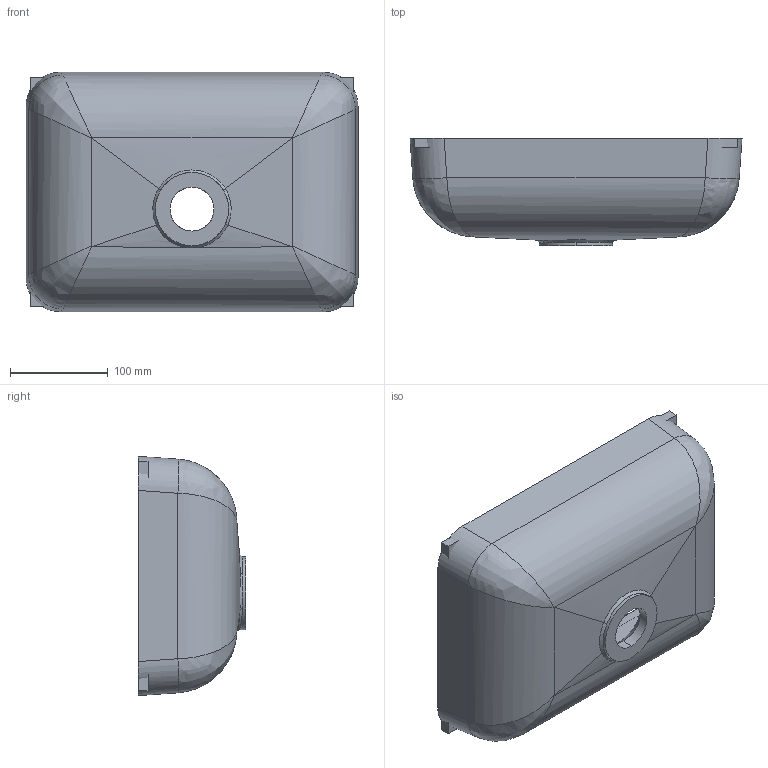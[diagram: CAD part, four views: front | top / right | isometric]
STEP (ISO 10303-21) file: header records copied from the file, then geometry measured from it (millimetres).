
FILE_DESCRIPTION (( 'STEP AP214' ), '1' );
FILE_NAME ('WA013-0315M-U.STEP', '2018-06-29T07:14:49', ( '' ), ( '' ), 'SwSTEP 2.0', 'SolidWorks 2017', '' );
FILE_SCHEMA (( 'AUTOMOTIVE_DESIGN' ));
Length unit declared in the file: millimetre
Products named in the file (2): WA013-0315M-U
Bounding box: 340.07 x 110 x 245.07 mm (x, y, z)
Volume: 2219345.9 mm3; surface area: 343758.9 mm2
Topology: 2 solids, 2 shells, 65 faces, 165 edges, 100 vertices
Faces by surface type: bspline 25, cylinder 20, plane 20
Entity records: 7190 total; most frequent: CARTESIAN_POINT 5850, ORIENTED_EDGE 322, DIRECTION 176, EDGE_CURVE 161, VERTEX_POINT 100, EDGE_LOOP 69, LINE 68, VECTOR 68
